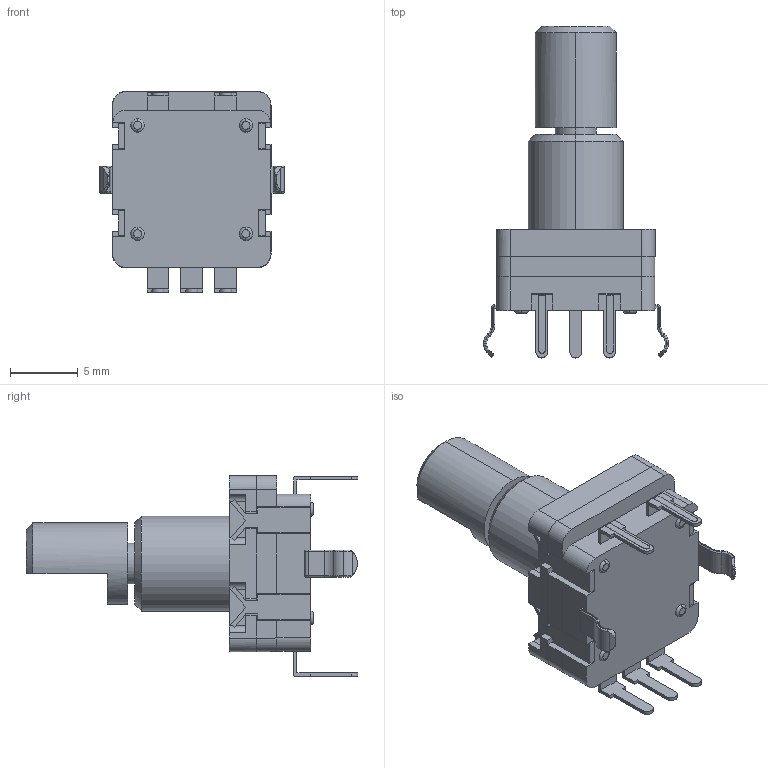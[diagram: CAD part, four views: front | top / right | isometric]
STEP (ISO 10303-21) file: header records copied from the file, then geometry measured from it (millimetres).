
FILE_DESCRIPTION (( 'STEP AP214' ), '1' );
FILE_NAME ('SW3dPS-Encoder Alpha RE111F-41B3N-15F-20P.STEP', '2009-09-25T16:34:03', ( 'SysAdmin' ), ( 'SolidWorks' ), 'SwSTEP 2.0', 'SolidWorks 2009', '' );
FILE_SCHEMA (( 'AUTOMOTIVE_DESIGN' ));
Length unit declared in the file: millimetre
Products named in the file (1): SW3dPS-Encoder Alpha RE111F-41B3N-15F-20P
Bounding box: 13.66 x 24.48 x 14.83 mm (x, y, z)
Volume: 1270 mm3; surface area: 1103.1 mm2
Topology: 1 solids, 1 shells, 394 faces, 1028 edges, 651 vertices
Faces by surface type: plane 246, cylinder 94, torus 35, bspline 12, sphere 4, cone 3
Entity records: 16219 total; most frequent: CARTESIAN_POINT 2517, ORIENTED_EDGE 2048, DIRECTION 1966, EDGE_CURVE 1024, VECTOR 710, LINE 710, VERTEX_POINT 651, AXIS2_PLACEMENT_3D 628
